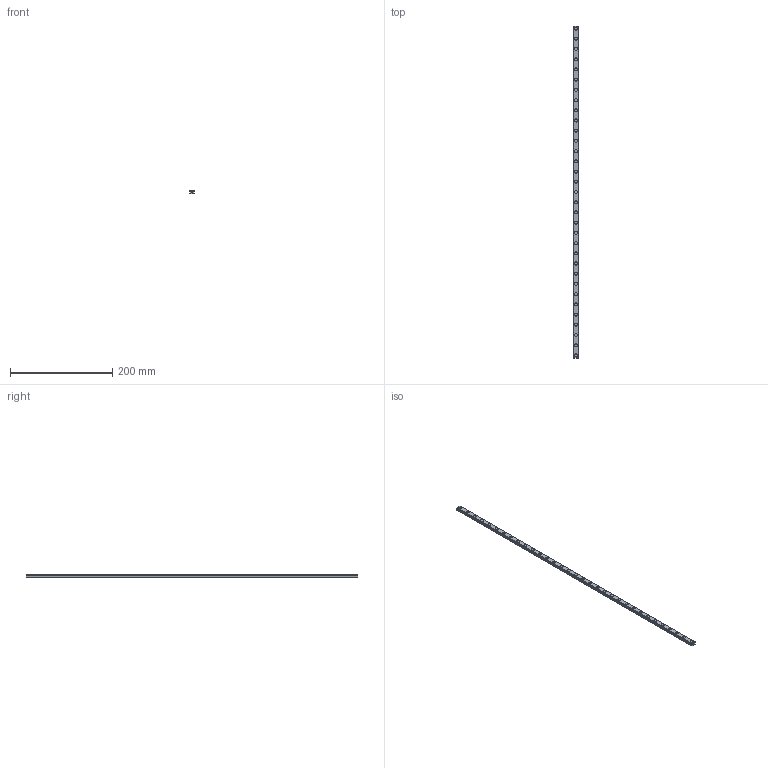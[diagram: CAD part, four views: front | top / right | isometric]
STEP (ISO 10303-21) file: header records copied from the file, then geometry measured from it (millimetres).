
FILE_DESCRIPTION(('STEP AP214'),'1');
FILE_NAME('cctmp_1A0F2036-581A-4F9F-AD0F-590D3E4D35C3_2021_02_18_14_13_24_0278..stp','2021-02-18T13:13:24',('HIWIN GmbH'),('CADClick - www.CADClick.com'),'Spatial InterOp 3D',' ','unknown authorization');
FILE_SCHEMA(('AUTOMOTIVE_DESIGN'));
Length unit declared in the file: millimetre
Products named in the file (1): MGNR09R650CM_FILE
Bounding box: 9 x 650 x 6.5 mm (x, y, z)
Volume: 32100.8 mm3; surface area: 26410.6 mm2
Topology: 1 solids, 1 shells, 392 faces, 861 edges, 574 vertices
Faces by surface type: cylinder 214, plane 178
Entity records: 14113 total; most frequent: DIRECTION 2075, CARTESIAN_POINT 1828, ORIENTED_EDGE 1722, EDGE_CURVE 861, AXIS2_PLACEMENT_3D 821, VERTEX_POINT 574, EDGE_LOOP 495, LINE 433
